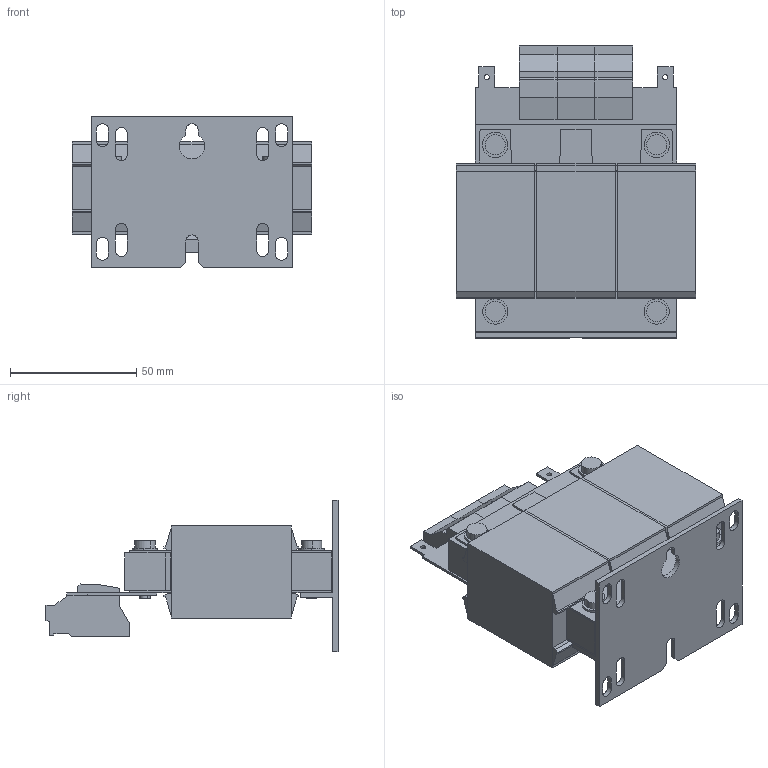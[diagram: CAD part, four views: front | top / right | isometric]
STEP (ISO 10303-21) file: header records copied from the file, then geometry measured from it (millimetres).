
FILE_DESCRIPTION (( 'STEP AP214' ), '1' );
FILE_NAME ('373653.STEP', '2021-08-20T06:43:21', ( '' ), ( '' ), 'SwSTEP 2.0', 'SolidWorks 2018', '' );
FILE_SCHEMA (( 'AUTOMOTIVE_DESIGN' ));
Length unit declared in the file: millimetre
Products named in the file (1): 373653
Bounding box: 95 x 115.65 x 60 mm (x, y, z)
Volume: 250799.7 mm3; surface area: 47609.8 mm2
Topology: 1 solids, 1 shells, 469 faces, 1188 edges, 748 vertices
Faces by surface type: plane 392, cylinder 77
Entity records: 13878 total; most frequent: CARTESIAN_POINT 2406, ORIENTED_EDGE 2376, DIRECTION 2282, EDGE_CURVE 1188, VECTOR 1034, LINE 1034, VERTEX_POINT 748, AXIS2_PLACEMENT_3D 624
